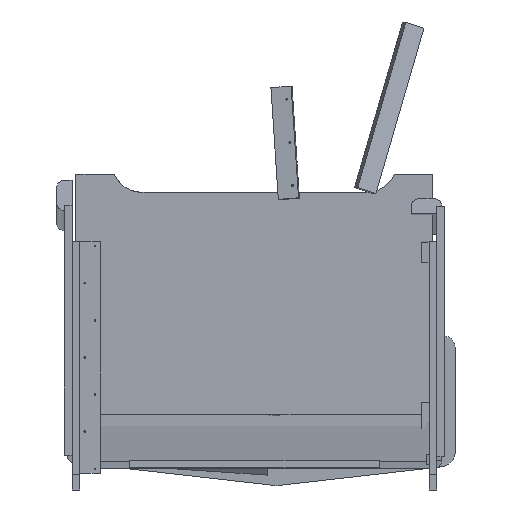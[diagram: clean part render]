
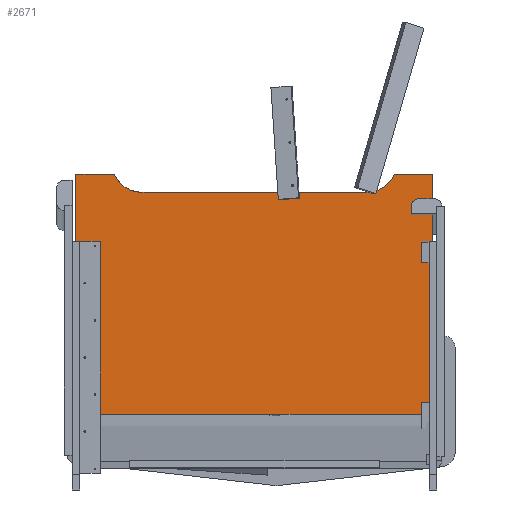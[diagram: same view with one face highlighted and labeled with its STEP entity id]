
A CAD part, front view. The second image highlights one B-rep face of the part: STEP entity #2671.
In plain terms, the highlighted free-form (B-spline) face has degree [1, 1] with [2, 2] control points.
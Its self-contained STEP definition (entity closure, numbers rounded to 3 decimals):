
#2512 = VERTEX_POINT('',#2513);
#2513 = CARTESIAN_POINT('',(480.006,-514.353,
    578.628));
#2520 = EDGE_CURVE('',#2512,#2521,#2523,.T.);
#2521 = VERTEX_POINT('',#2522);
#2522 = CARTESIAN_POINT('',(610.917,-514.353,
    578.628));
#2523 = B_SPLINE_CURVE_WITH_KNOTS('',1,(#2524,#2525),.UNSPECIFIED.,.F.,
  .F.,(2,2),(793.75,889.),.PIECEWISE_BEZIER_KNOTS.);
#2524 = CARTESIAN_POINT('',(480.006,-514.353,
    578.628));
#2525 = CARTESIAN_POINT('',(610.917,-514.353,
    578.628));
#2548 = VERTEX_POINT('',#2549);
#2549 = CARTESIAN_POINT('',(610.917,-514.353,
    -202.473));
#2562 = EDGE_CURVE('',#2521,#2548,#2563,.T.);
#2563 = B_SPLINE_CURVE_WITH_KNOTS('',1,(#2564,#2565),.UNSPECIFIED.,.F.,
  .F.,(2,2),(-596.9,-28.575),.PIECEWISE_BEZIER_KNOTS.);
#2564 = CARTESIAN_POINT('',(610.917,-514.353,
    578.628));
#2565 = CARTESIAN_POINT('',(610.917,-514.353,
    -202.473));
#2576 = VERTEX_POINT('',#2577);
#2577 = CARTESIAN_POINT('',(-480.006,-514.353,
    578.628));
#2592 = VERTEX_POINT('',#2593);
#2593 = CARTESIAN_POINT('',(-610.917,-514.353,
    578.628));
#2598 = EDGE_CURVE('',#2592,#2576,#2599,.T.);
#2599 = B_SPLINE_CURVE_WITH_KNOTS('',1,(#2600,#2601),.UNSPECIFIED.,.F.,
  .F.,(2,2),(0.,95.25),.PIECEWISE_BEZIER_KNOTS.);
#2600 = CARTESIAN_POINT('',(-610.917,-514.353,
    578.628));
#2601 = CARTESIAN_POINT('',(-480.006,-514.353,
    578.628));
#2612 = VERTEX_POINT('',#2613);
#2613 = CARTESIAN_POINT('',(-610.917,-514.353,
    -202.473));
#2620 = EDGE_CURVE('',#2612,#2592,#2621,.T.);
#2621 = B_SPLINE_CURVE_WITH_KNOTS('',1,(#2622,#2623),.UNSPECIFIED.,.F.,
  .F.,(2,2),(28.575,596.9),.PIECEWISE_BEZIER_KNOTS.);
#2622 = CARTESIAN_POINT('',(-610.917,-514.353,
    -202.473));
#2623 = CARTESIAN_POINT('',(-610.917,-514.353,
    578.628));
#2640 = VERTEX_POINT('',#2641);
#2641 = CARTESIAN_POINT('',(571.643,-514.353,
    -241.746));
#2648 = EDGE_CURVE('',#2640,#2649,#2651,.T.);
#2649 = VERTEX_POINT('',#2650);
#2650 = CARTESIAN_POINT('',(-571.643,-514.353,
    -241.746));
#2651 = B_SPLINE_CURVE_WITH_KNOTS('',1,(#2652,#2653),.UNSPECIFIED.,.F.,
  .F.,(2,2),(-860.425,-28.575),.PIECEWISE_BEZIER_KNOTS.);
#2652 = CARTESIAN_POINT('',(571.643,-514.353,
    -241.746));
#2653 = CARTESIAN_POINT('',(-571.643,-514.353,
    -241.746));
#2671 = ADVANCED_FACE('',(#2672),#2724,.F.);
#2672 = FACE_BOUND('',#2673,.T.);
#2673 = EDGE_LOOP('',(#2674,#2681,#2686,#2687,#2688,#2696,#2703,#2709,
    #2710,#2711,#2718,#2723));
#2674 = ORIENTED_EDGE('',*,*,#2675,.T.);
#2675 = EDGE_CURVE('',#2640,#2676,#2678,.T.);
#2676 = VERTEX_POINT('',#2677);
#2677 = CARTESIAN_POINT('',(571.643,-514.353,
    -202.473));
#2678 = B_SPLINE_CURVE_WITH_KNOTS('',1,(#2679,#2680),.UNSPECIFIED.,.F.,
  .F.,(2,2),(0.,28.575),.PIECEWISE_BEZIER_KNOTS.);
#2679 = CARTESIAN_POINT('',(571.643,-514.353,
    -241.746));
#2680 = CARTESIAN_POINT('',(571.643,-514.353,
    -202.473));
#2681 = ORIENTED_EDGE('',*,*,#2682,.T.);
#2682 = EDGE_CURVE('',#2676,#2548,#2683,.T.);
#2683 = B_SPLINE_CURVE_WITH_KNOTS('',1,(#2684,#2685),.UNSPECIFIED.,.F.,
  .F.,(2,2),(-28.575,-0.),.PIECEWISE_BEZIER_KNOTS.);
#2684 = CARTESIAN_POINT('',(571.643,-514.353,
    -202.473));
#2685 = CARTESIAN_POINT('',(610.917,-514.353,
    -202.473));
#2686 = ORIENTED_EDGE('',*,*,#2562,.F.);
#2687 = ORIENTED_EDGE('',*,*,#2520,.F.);
#2688 = ORIENTED_EDGE('',*,*,#2689,.T.);
#2689 = EDGE_CURVE('',#2512,#2690,#2692,.T.);
#2690 = VERTEX_POINT('',#2691);
#2691 = CARTESIAN_POINT('',(384.801,-514.353,
    517.536));
#2692 = ( BOUNDED_CURVE() B_SPLINE_CURVE(2,(#2693,#2694,#2695),
.UNSPECIFIED.,.F.,.F.) B_SPLINE_CURVE_WITH_KNOTS((3,3),(5.142,
6.283),.PIECEWISE_BEZIER_KNOTS.) CURVE() 
GEOMETRIC_REPRESENTATION_ITEM() RATIONAL_B_SPLINE_CURVE((1.,
0.842,1.)) REPRESENTATION_ITEM('') );
#2693 = CARTESIAN_POINT('',(480.006,-514.353,
    578.628));
#2694 = CARTESIAN_POINT('',(452.005,-514.353,
    517.536));
#2695 = CARTESIAN_POINT('',(384.801,-514.353,
    517.536));
#2696 = ORIENTED_EDGE('',*,*,#2697,.T.);
#2697 = EDGE_CURVE('',#2690,#2698,#2700,.T.);
#2698 = VERTEX_POINT('',#2699);
#2699 = CARTESIAN_POINT('',(-384.801,-514.353,
    517.536));
#2700 = B_SPLINE_CURVE_WITH_KNOTS('',1,(#2701,#2702),.UNSPECIFIED.,.F.,
  .F.,(2,2),(69.27,629.23),.PIECEWISE_BEZIER_KNOTS.);
#2701 = CARTESIAN_POINT('',(384.801,-514.353,
    517.536));
#2702 = CARTESIAN_POINT('',(-384.801,-514.353,
    517.536));
#2703 = ORIENTED_EDGE('',*,*,#2704,.T.);
#2704 = EDGE_CURVE('',#2698,#2576,#2705,.T.);
#2705 = ( BOUNDED_CURVE() B_SPLINE_CURVE(2,(#2706,#2707,#2708),
.UNSPECIFIED.,.F.,.F.) B_SPLINE_CURVE_WITH_KNOTS((3,3),(0.,1.141
),.PIECEWISE_BEZIER_KNOTS.) CURVE() GEOMETRIC_REPRESENTATION_ITEM() 
RATIONAL_B_SPLINE_CURVE((1.,0.842,1.)) REPRESENTATION_ITEM('') 
  );
#2706 = CARTESIAN_POINT('',(-384.801,-514.353,
    517.536));
#2707 = CARTESIAN_POINT('',(-452.005,-514.353,
    517.536));
#2708 = CARTESIAN_POINT('',(-480.006,-514.353,
    578.628));
#2709 = ORIENTED_EDGE('',*,*,#2598,.F.);
#2710 = ORIENTED_EDGE('',*,*,#2620,.F.);
#2711 = ORIENTED_EDGE('',*,*,#2712,.T.);
#2712 = EDGE_CURVE('',#2612,#2713,#2715,.T.);
#2713 = VERTEX_POINT('',#2714);
#2714 = CARTESIAN_POINT('',(-571.643,-514.353,
    -202.473));
#2715 = B_SPLINE_CURVE_WITH_KNOTS('',1,(#2716,#2717),.UNSPECIFIED.,.F.,
  .F.,(2,2),(0.,28.575),.PIECEWISE_BEZIER_KNOTS.);
#2716 = CARTESIAN_POINT('',(-610.917,-514.353,
    -202.473));
#2717 = CARTESIAN_POINT('',(-571.643,-514.353,
    -202.473));
#2718 = ORIENTED_EDGE('',*,*,#2719,.T.);
#2719 = EDGE_CURVE('',#2713,#2649,#2720,.T.);
#2720 = B_SPLINE_CURVE_WITH_KNOTS('',1,(#2721,#2722),.UNSPECIFIED.,.F.,
  .F.,(2,2),(-28.575,0.),.PIECEWISE_BEZIER_KNOTS.);
#2721 = CARTESIAN_POINT('',(-571.643,-514.353,
    -202.473));
#2722 = CARTESIAN_POINT('',(-571.643,-514.353,
    -241.746));
#2723 = ORIENTED_EDGE('',*,*,#2648,.F.);
#2724 = B_SPLINE_SURFACE_WITH_KNOTS('',1,1,(
    (#2725,#2726)
    ,(#2727,#2728
    )),.UNSPECIFIED.,.F.,.F.,.F.,(2,2),(2,2),(-298.45,298.45),(-444.5,
    444.5),.PIECEWISE_BEZIER_KNOTS.);
#2725 = CARTESIAN_POINT('',(610.917,-514.353,
    578.628));
#2726 = CARTESIAN_POINT('',(-610.917,-514.353,
    578.628));
#2727 = CARTESIAN_POINT('',(610.917,-514.353,
    -241.746));
#2728 = CARTESIAN_POINT('',(-610.917,-514.353,
    -241.746));
